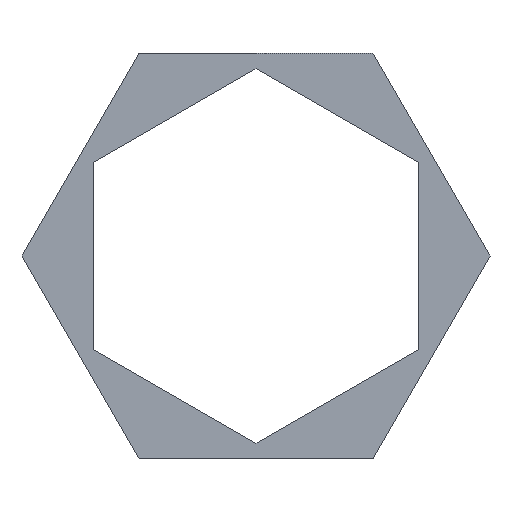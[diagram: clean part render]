
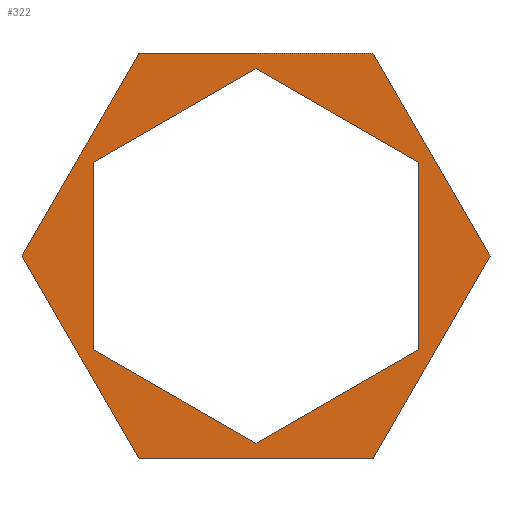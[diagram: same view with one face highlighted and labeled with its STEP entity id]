
A CAD part, front view. The second image highlights one B-rep face of the part: STEP entity #322.
In plain terms, the highlighted planar face has unit normal (0, -1, 0).
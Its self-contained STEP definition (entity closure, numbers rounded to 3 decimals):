
#5 = VECTOR ( 'NONE', #168, 1000. ) ;
#12 = ORIENTED_EDGE ( 'NONE', *, *, #39, .F. ) ;
#16 = VECTOR ( 'NONE', #64, 1000. ) ;
#20 = ORIENTED_EDGE ( 'NONE', *, *, #268, .F. ) ;
#23 = VECTOR ( 'NONE', #437, 1000. ) ;
#27 = EDGE_CURVE ( 'NONE', #438, #398, #425, .T. ) ;
#30 = CARTESIAN_POINT ( 'NONE',  ( 12., 0., 6.928 ) ) ;
#32 = CARTESIAN_POINT ( 'NONE',  ( -12., 0., -6.928 ) ) ;
#36 = ORIENTED_EDGE ( 'NONE', *, *, #255, .F. ) ;
#37 = DIRECTION ( 'NONE',  ( 1., 0., 0. ) ) ;
#39 = EDGE_CURVE ( 'NONE', #96, #453, #280, .T. ) ;
#40 = CARTESIAN_POINT ( 'NONE',  ( -8.66, 0., -15. ) ) ;
#45 = CARTESIAN_POINT ( 'NONE',  ( 17.321, 0., 0. ) ) ;
#48 = CARTESIAN_POINT ( 'NONE',  ( 8.66, 0., 15. ) ) ;
#51 = CARTESIAN_POINT ( 'NONE',  ( 8.66, 0., 15. ) ) ;
#59 = FACE_BOUND ( 'NONE', #442, .T. ) ;
#61 = AXIS2_PLACEMENT_3D ( 'NONE', #189, #335, #186 ) ;
#62 = EDGE_CURVE ( 'NONE', #332, #88, #282, .T. ) ;
#64 = DIRECTION ( 'NONE',  ( -0.866, 0., 0.5 ) ) ;
#68 = VECTOR ( 'NONE', #77, 1000. ) ;
#73 = CARTESIAN_POINT ( 'NONE',  ( -8.66, 0., 15. ) ) ;
#77 = DIRECTION ( 'NONE',  ( 0.866, 0., 0.5 ) ) ;
#79 = CARTESIAN_POINT ( 'NONE',  ( -12., 0., 6.928 ) ) ;
#86 = ORIENTED_EDGE ( 'NONE', *, *, #27, .T. ) ;
#88 = VERTEX_POINT ( 'NONE', #204 ) ;
#96 = VERTEX_POINT ( 'NONE', #429 ) ;
#102 = CARTESIAN_POINT ( 'NONE',  ( 0., 0., -13.856 ) ) ;
#105 = CARTESIAN_POINT ( 'NONE',  ( -12., 0., 6.928 ) ) ;
#112 = LINE ( 'NONE', #287, #133 ) ;
#114 = VECTOR ( 'NONE', #37, 1000. ) ;
#120 = DIRECTION ( 'NONE',  ( 0., 0., 1. ) ) ;
#123 = CARTESIAN_POINT ( 'NONE',  ( 12., 0., 6.928 ) ) ;
#133 = VECTOR ( 'NONE', #323, 1000. ) ;
#142 = EDGE_CURVE ( 'NONE', #404, #332, #112, .T. ) ;
#147 = LINE ( 'NONE', #445, #388 ) ;
#157 = LINE ( 'NONE', #304, #303 ) ;
#160 = ORIENTED_EDGE ( 'NONE', *, *, #284, .T. ) ;
#162 = DIRECTION ( 'NONE',  ( -1., 0., 0. ) ) ;
#164 = EDGE_CURVE ( 'NONE', #413, #404, #400, .T. ) ;
#168 = DIRECTION ( 'NONE',  ( 0., 0., -1. ) ) ;
#170 = CARTESIAN_POINT ( 'NONE',  ( -17.321, 0., 0. ) ) ;
#176 = DIRECTION ( 'NONE',  ( -0.5, 0., 0.866 ) ) ;
#182 = DIRECTION ( 'NONE',  ( -0.5, 0., -0.866 ) ) ;
#184 = LINE ( 'NONE', #329, #23 ) ;
#185 = VERTEX_POINT ( 'NONE', #40 ) ;
#186 = DIRECTION ( 'NONE',  ( 0., 0., 1. ) ) ;
#187 = VERTEX_POINT ( 'NONE', #48 ) ;
#189 = CARTESIAN_POINT ( 'NONE',  ( 0., 0., 0. ) ) ;
#191 = ORIENTED_EDGE ( 'NONE', *, *, #196, .F. ) ;
#196 = EDGE_CURVE ( 'NONE', #185, #96, #147, .T. ) ;
#197 = PLANE ( 'NONE',  #61 ) ;
#198 = VECTOR ( 'NONE', #182, 1000. ) ;
#199 = ORIENTED_EDGE ( 'NONE', *, *, #318, .F. ) ;
#204 = CARTESIAN_POINT ( 'NONE',  ( 12., 0., -6.928 ) ) ;
#216 = CARTESIAN_POINT ( 'NONE',  ( 8.66, 0., -15. ) ) ;
#222 = ORIENTED_EDGE ( 'NONE', *, *, #409, .F. ) ;
#223 = LINE ( 'NONE', #51, #262 ) ;
#230 = VERTEX_POINT ( 'NONE', #216 ) ;
#244 = CARTESIAN_POINT ( 'NONE',  ( 17.321, 0., 0. ) ) ;
#255 = EDGE_CURVE ( 'NONE', #453, #187, #260, .T. ) ;
#260 = LINE ( 'NONE', #73, #114 ) ;
#262 = VECTOR ( 'NONE', #265, 1000. ) ;
#265 = DIRECTION ( 'NONE',  ( 0.5, 0., -0.866 ) ) ;
#268 = EDGE_CURVE ( 'NONE', #417, #230, #362, .T. ) ;
#275 = CARTESIAN_POINT ( 'NONE',  ( 8.66, 0., -15. ) ) ;
#280 = LINE ( 'NONE', #170, #462 ) ;
#282 = LINE ( 'NONE', #30, #5 ) ;
#284 = EDGE_CURVE ( 'NONE', #88, #438, #184, .T. ) ;
#286 = VECTOR ( 'NONE', #162, 1000. ) ;
#287 = CARTESIAN_POINT ( 'NONE',  ( 0., 0., 13.856 ) ) ;
#292 = ORIENTED_EDGE ( 'NONE', *, *, #142, .T. ) ;
#301 = EDGE_CURVE ( 'NONE', #398, #413, #157, .T. ) ;
#303 = VECTOR ( 'NONE', #120, 1000. ) ;
#304 = CARTESIAN_POINT ( 'NONE',  ( -12., 0., -6.928 ) ) ;
#309 = CARTESIAN_POINT ( 'NONE',  ( 0., 0., 13.856 ) ) ;
#318 = EDGE_CURVE ( 'NONE', #187, #417, #223, .T. ) ;
#322 = ADVANCED_FACE ( 'NONE', ( #372, #59 ), #197, .F. ) ;
#323 = DIRECTION ( 'NONE',  ( 0.866, 0., -0.5 ) ) ;
#329 = CARTESIAN_POINT ( 'NONE',  ( 12., 0., -6.928 ) ) ;
#332 = VERTEX_POINT ( 'NONE', #123 ) ;
#335 = DIRECTION ( 'NONE',  ( 0., 1., 0. ) ) ;
#343 = EDGE_LOOP ( 'NONE', ( #222, #20, #199, #36, #12, #191 ) ) ;
#346 = LINE ( 'NONE', #275, #286 ) ;
#362 = LINE ( 'NONE', #45, #198 ) ;
#363 = ORIENTED_EDGE ( 'NONE', *, *, #164, .T. ) ;
#372 = FACE_OUTER_BOUND ( 'NONE', #343, .T. ) ;
#378 = ORIENTED_EDGE ( 'NONE', *, *, #301, .T. ) ;
#388 = VECTOR ( 'NONE', #176, 1000. ) ;
#392 = CARTESIAN_POINT ( 'NONE',  ( -8.66, 0., 15. ) ) ;
#398 = VERTEX_POINT ( 'NONE', #32 ) ;
#400 = LINE ( 'NONE', #79, #68 ) ;
#402 = ORIENTED_EDGE ( 'NONE', *, *, #62, .T. ) ;
#404 = VERTEX_POINT ( 'NONE', #309 ) ;
#409 = EDGE_CURVE ( 'NONE', #230, #185, #346, .T. ) ;
#413 = VERTEX_POINT ( 'NONE', #105 ) ;
#417 = VERTEX_POINT ( 'NONE', #244 ) ;
#421 = DIRECTION ( 'NONE',  ( 0.5, 0., 0.866 ) ) ;
#425 = LINE ( 'NONE', #102, #16 ) ;
#429 = CARTESIAN_POINT ( 'NONE',  ( -17.321, 0., 0. ) ) ;
#437 = DIRECTION ( 'NONE',  ( -0.866, 0., -0.5 ) ) ;
#438 = VERTEX_POINT ( 'NONE', #464 ) ;
#442 = EDGE_LOOP ( 'NONE', ( #86, #378, #363, #292, #402, #160 ) ) ;
#445 = CARTESIAN_POINT ( 'NONE',  ( -8.66, 0., -15. ) ) ;
#453 = VERTEX_POINT ( 'NONE', #392 ) ;
#462 = VECTOR ( 'NONE', #421, 1000. ) ;
#464 = CARTESIAN_POINT ( 'NONE',  ( 0., 0., -13.856 ) ) ;
